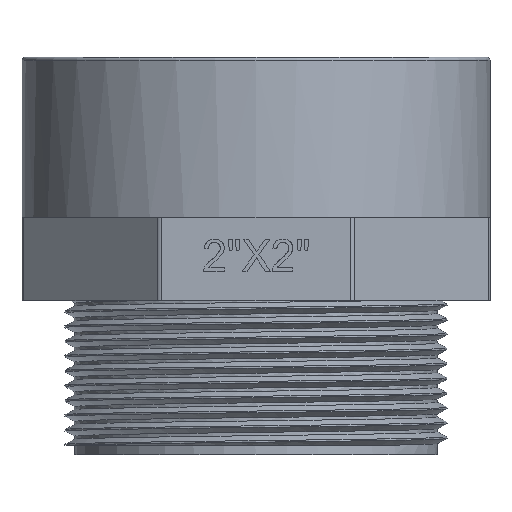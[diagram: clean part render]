
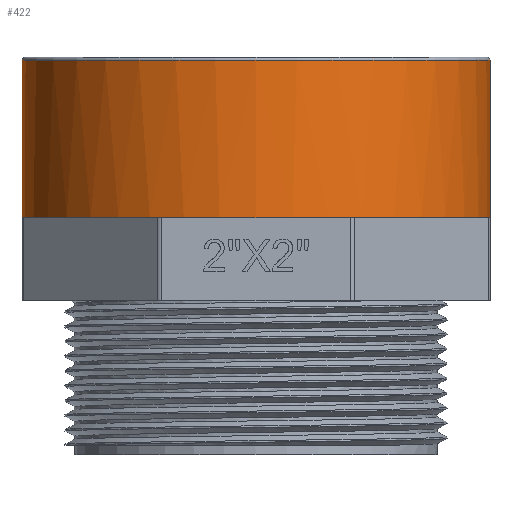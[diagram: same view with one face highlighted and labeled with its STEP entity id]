
A CAD part, front view. The second image highlights one B-rep face of the part: STEP entity #422.
In plain terms, the highlighted cylindrical face has radius 36.5 mm (diameter 73 mm), a full revolution.
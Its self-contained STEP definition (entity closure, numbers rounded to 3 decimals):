
#396=CYLINDRICAL_SURFACE('',#5083,36.5);
#422=ADVANCED_FACE('',(#929,#930),#396,.T.);
#871=CIRCLE('',#5074,36.5);
#872=CIRCLE('',#5075,36.5);
#873=CIRCLE('',#5076,36.5);
#874=CIRCLE('',#5077,36.5);
#875=CIRCLE('',#5078,36.5);
#876=CIRCLE('',#5079,36.5);
#877=CIRCLE('',#5080,36.5);
#878=CIRCLE('',#5081,36.5);
#879=CIRCLE('',#5082,36.5);
#929=FACE_BOUND('',#991,.T.);
#930=FACE_BOUND('',#992,.T.);
#991=EDGE_LOOP('',(#1929));
#992=EDGE_LOOP('',(#1930,#1931,#1932,#1933,#1934,#1935,#1936,#1937));
#1929=ORIENTED_EDGE('',*,*,#3845,.T.);
#1930=ORIENTED_EDGE('',*,*,#3846,.T.);
#1931=ORIENTED_EDGE('',*,*,#3847,.T.);
#1932=ORIENTED_EDGE('',*,*,#3848,.T.);
#1933=ORIENTED_EDGE('',*,*,#3849,.T.);
#1934=ORIENTED_EDGE('',*,*,#3850,.T.);
#1935=ORIENTED_EDGE('',*,*,#3851,.T.);
#1936=ORIENTED_EDGE('',*,*,#3852,.T.);
#1937=ORIENTED_EDGE('',*,*,#3853,.T.);
#3241=VERTEX_POINT('',#6247);
#3299=VERTEX_POINT('',#6534);
#3341=VERTEX_POINT('',#6754);
#3361=VERTEX_POINT('',#6823);
#3362=VERTEX_POINT('',#6825);
#3363=VERTEX_POINT('',#6828);
#3364=VERTEX_POINT('',#6831);
#3365=VERTEX_POINT('',#6833);
#3366=VERTEX_POINT('',#6835);
#3845=EDGE_CURVE('',#3361,#3361,#871,.T.);
#3846=EDGE_CURVE('',#3299,#3362,#872,.T.);
#3847=EDGE_CURVE('',#3362,#3341,#873,.T.);
#3848=EDGE_CURVE('',#3341,#3363,#874,.T.);
#3849=EDGE_CURVE('',#3363,#3241,#875,.T.);
#3850=EDGE_CURVE('',#3241,#3364,#876,.T.);
#3851=EDGE_CURVE('',#3364,#3365,#877,.T.);
#3852=EDGE_CURVE('',#3365,#3366,#878,.T.);
#3853=EDGE_CURVE('',#3366,#3299,#879,.T.);
#5074=AXIS2_PLACEMENT_3D('',#6822,#5379,#5380);
#5075=AXIS2_PLACEMENT_3D('',#6824,#5381,#5382);
#5076=AXIS2_PLACEMENT_3D('',#6826,#5383,#5384);
#5077=AXIS2_PLACEMENT_3D('',#6827,#5385,#5386);
#5078=AXIS2_PLACEMENT_3D('',#6829,#5387,#5388);
#5079=AXIS2_PLACEMENT_3D('',#6830,#5389,#5390);
#5080=AXIS2_PLACEMENT_3D('',#6832,#5391,#5392);
#5081=AXIS2_PLACEMENT_3D('',#6834,#5393,#5394);
#5082=AXIS2_PLACEMENT_3D('',#6836,#5395,#5396);
#5083=AXIS2_PLACEMENT_3D('',#6837,#5397,#5398);
#5379=DIRECTION('',(0.,0.,-1.));
#5380=DIRECTION('',(1.,0.,0.));
#5381=DIRECTION('',(0.,0.,1.));
#5382=DIRECTION('',(1.,0.,0.));
#5383=DIRECTION('',(0.,0.,1.));
#5384=DIRECTION('',(1.,0.,0.));
#5385=DIRECTION('',(0.,0.,1.));
#5386=DIRECTION('',(1.,0.,0.));
#5387=DIRECTION('',(0.,0.,1.));
#5388=DIRECTION('',(1.,0.,0.));
#5389=DIRECTION('',(0.,0.,1.));
#5390=DIRECTION('',(1.,0.,0.));
#5391=DIRECTION('',(0.,0.,1.));
#5392=DIRECTION('',(1.,0.,0.));
#5393=DIRECTION('',(0.,0.,1.));
#5394=DIRECTION('',(1.,0.,0.));
#5395=DIRECTION('',(0.,0.,1.));
#5396=DIRECTION('',(1.,0.,0.));
#5397=DIRECTION('',(0.,0.,1.));
#5398=DIRECTION('',(1.,0.,0.));
#6247=CARTESIAN_POINT('',(298.504,4.209,8.));
#6534=CARTESIAN_POINT('',(371.504,4.209,8.));
#6754=CARTESIAN_POINT('',(335.004,40.709,8.));
#6822=CARTESIAN_POINT('',(335.004,4.209,32.5));
#6823=CARTESIAN_POINT('',(371.504,4.209,32.5));
#6824=CARTESIAN_POINT('',(335.004,4.209,8.));
#6825=CARTESIAN_POINT('',(360.813,30.018,8.));
#6826=CARTESIAN_POINT('',(335.004,4.209,8.));
#6827=CARTESIAN_POINT('',(335.004,4.209,8.));
#6828=CARTESIAN_POINT('',(309.194,30.018,8.));
#6829=CARTESIAN_POINT('',(335.004,4.209,8.));
#6830=CARTESIAN_POINT('',(335.004,4.209,8.));
#6831=CARTESIAN_POINT('',(309.194,-21.601,8.));
#6832=CARTESIAN_POINT('',(335.004,4.209,8.));
#6833=CARTESIAN_POINT('',(335.004,-32.291,8.));
#6834=CARTESIAN_POINT('',(335.004,4.209,8.));
#6835=CARTESIAN_POINT('',(360.813,-21.601,8.));
#6836=CARTESIAN_POINT('',(335.004,4.209,8.));
#6837=CARTESIAN_POINT('',(335.004,4.209,8.));
